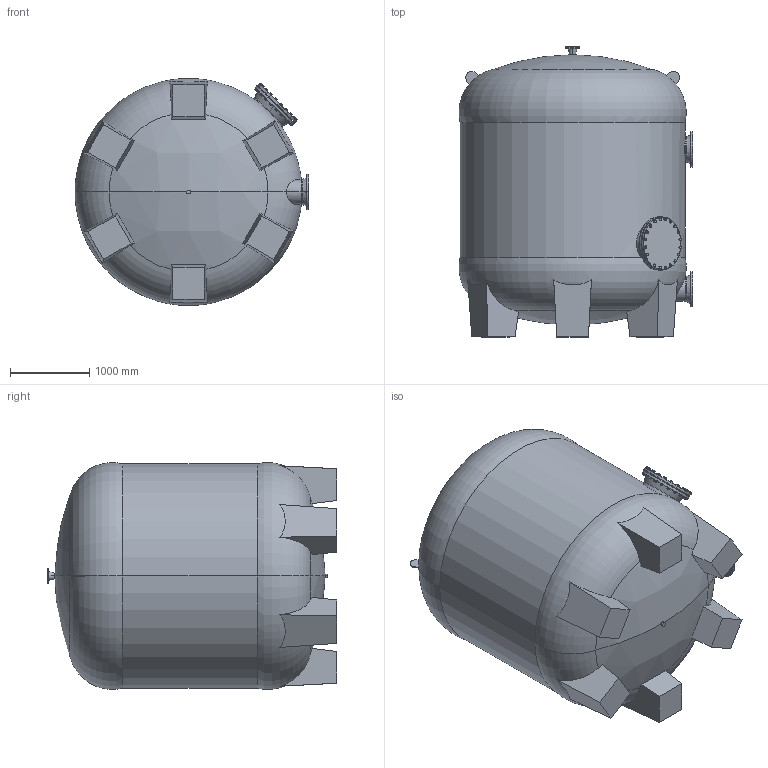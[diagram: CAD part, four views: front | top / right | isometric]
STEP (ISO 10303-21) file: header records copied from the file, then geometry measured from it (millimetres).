
FILE_DESCRIPTION (( 'STEP AP214' ), '1' );
FILE_NAME ('ozon_reactor_280c_.STEP', '2020-11-03T09:55:55', ( '' ), ( '' ), 'SwSTEP 2.0', 'SolidWorks 2019', '' );
FILE_SCHEMA (( 'AUTOMOTIVE_DESIGN' ));
Length unit declared in the file: millimetre
Products named in the file (1): ozon_reactor_280c_
Bounding box: 2943.85 x 3649.78 x 2856.41 mm (x, y, z)
Surface area: 42617145.4 mm2 (no closed solid volume)
Topology: 0 solids, 71 shells, 718 faces, 1805 edges, 1147 vertices
Faces by surface type: plane 319, cone 244, cylinder 113, torus 38, sphere 4
Entity records: 50964 total; most frequent: CARTESIAN_POINT 29129, ORIENTED_EDGE 3191, DIRECTION 1880, EDGE_CURVE 1805, B_SPLINE_CURVE_WITH_KNOTS 1547, VERTEX_POINT 1147, AXIS2_PLACEMENT_3D 903, EDGE_LOOP 783
